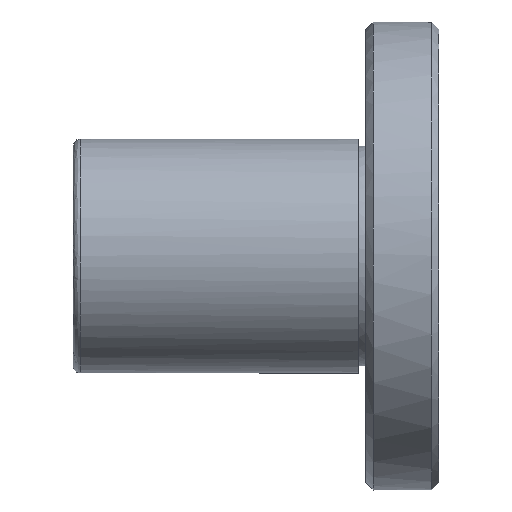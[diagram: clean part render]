
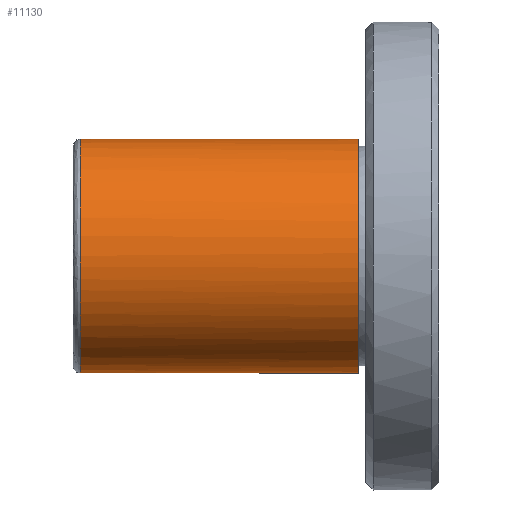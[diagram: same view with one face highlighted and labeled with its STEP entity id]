
A CAD part, top view. The second image highlights one B-rep face of the part: STEP entity #11130.
In plain terms, the highlighted free-form (B-spline) face has degree [3, 1] with [7, 2] control points.
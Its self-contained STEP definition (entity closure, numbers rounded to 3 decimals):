
#9980 = CARTESIAN_POINT ('', (-24.5, 0., 8.));
#9990 = VERTEX_POINT ('', #9980);
#10070 = CARTESIAN_POINT ('', (-24.5, 0., -8.));
#10080 = VERTEX_POINT ('', #10070);
#10090 = CARTESIAN_POINT ('', (-24.5, 0., 8.));
#10100 = CARTESIAN_POINT ('', (-24.5, 16., 8.));
#10110 = CARTESIAN_POINT ('', (-24.5, 16., -8.));
#10120 = CARTESIAN_POINT ('', (-24.5, 0., -8.));
#10130 = (
   BOUNDED_CURVE ()
   B_SPLINE_CURVE (3, (#10090, #10100, #10110, #10120), .UNSPECIFIED., .F., .U.)
   B_SPLINE_CURVE_WITH_KNOTS ((4, 4), (0., 1.), .UNSPECIFIED.)
   CURVE ()
   GEOMETRIC_REPRESENTATION_ITEM ()
   RATIONAL_B_SPLINE_CURVE ((0.957, 0.319, 0.319, 0.957))
   REPRESENTATION_ITEM ('')
);
#10140 = EDGE_CURVE ('', #9990, #10080, #10130, .T.);
#10160 = CARTESIAN_POINT ('', (-24.5, 0., -8.));
#10170 = CARTESIAN_POINT ('', (-24.5, -16., -8.));
#10180 = CARTESIAN_POINT ('', (-24.5, -16., 8.));
#10190 = CARTESIAN_POINT ('', (-24.5, 0., 8.));
#10200 = (
   BOUNDED_CURVE ()
   B_SPLINE_CURVE (3, (#10160, #10170, #10180, #10190), .UNSPECIFIED., .F., .U.)
   B_SPLINE_CURVE_WITH_KNOTS ((4, 4), (0., 1.), .UNSPECIFIED.)
   CURVE ()
   GEOMETRIC_REPRESENTATION_ITEM ()
   RATIONAL_B_SPLINE_CURVE ((0.957, 0.319, 0.319, 0.957))
   REPRESENTATION_ITEM ('')
);
#10210 = EDGE_CURVE ('', #10080, #9990, #10200, .T.);
#10580 = CARTESIAN_POINT ('', (-5.5, 8., 0.));
#10590 = VERTEX_POINT ('', #10580);
#10600 = CARTESIAN_POINT ('', (-5.5, 0., -8.));
#10610 = VERTEX_POINT ('', #10600);
#10620 = CARTESIAN_POINT ('', (-5.5, 8., 0.));
#10630 = CARTESIAN_POINT ('', (-5.5, 8., -5.333));
#10640 = CARTESIAN_POINT ('', (-5.5, 4., -8.));
#10650 = CARTESIAN_POINT ('', (-5.5, 0., -8.));
#10660 = (
   BOUNDED_CURVE ()
   B_SPLINE_CURVE (3, (#10620, #10630, #10640, #10650), .UNSPECIFIED., .F., .U.)
   B_SPLINE_CURVE_WITH_KNOTS ((4, 4), (0., 1.), .UNSPECIFIED.)
   CURVE ()
   GEOMETRIC_REPRESENTATION_ITEM ()
   RATIONAL_B_SPLINE_CURVE ((0.5, 0.5, 0.667, 1.))
   REPRESENTATION_ITEM ('')
);
#10670 = EDGE_CURVE ('', #10590, #10610, #10660, .T.);
#10680 = ORIENTED_EDGE ('', *, *, #10670, .T.);
#10690 = CARTESIAN_POINT ('', (-5.5, 0., -8.));
#10700 = CARTESIAN_POINT ('', (-24.5, 0., -8.));
#10710 = B_SPLINE_CURVE_WITH_KNOTS ('', 1, (#10690, #10700), .UNSPECIFIED., .F., .U., (2, 2), (0., 1.), .UNSPECIFIED.);
#10720 = EDGE_CURVE ('', #10610, #10080, #10710, .T.);
#10730 = ORIENTED_EDGE ('', *, *, #10720, .T.);
#10740 = ORIENTED_EDGE ('', *, *, #10140, .F.);
#10750 = ORIENTED_EDGE ('', *, *, #10210, .F.);
#10760 = ORIENTED_EDGE ('', *, *, #10720, .F.);
#10770 = CARTESIAN_POINT ('', (-5.5, -8., 0.));
#10780 = VERTEX_POINT ('', #10770);
#10790 = CARTESIAN_POINT ('', (-5.5, 0., -8.));
#10800 = CARTESIAN_POINT ('', (-5.5, -4., -8.));
#10810 = CARTESIAN_POINT ('', (-5.5, -8., -5.333));
#10820 = CARTESIAN_POINT ('', (-5.5, -8., 0.));
#10830 = (
   BOUNDED_CURVE ()
   B_SPLINE_CURVE (3, (#10790, #10800, #10810, #10820), .UNSPECIFIED., .F., .U.)
   B_SPLINE_CURVE_WITH_KNOTS ((4, 4), (0., 1.), .UNSPECIFIED.)
   CURVE ()
   GEOMETRIC_REPRESENTATION_ITEM ()
   RATIONAL_B_SPLINE_CURVE ((1., 0.667, 0.5, 0.5))
   REPRESENTATION_ITEM ('')
);
#10840 = EDGE_CURVE ('', #10610, #10780, #10830, .T.);
#10850 = ORIENTED_EDGE ('', *, *, #10840, .T.);
#10860 = CARTESIAN_POINT ('', (-5.5, -8., 0.));
#10870 = CARTESIAN_POINT ('', (-5.5, -8., 5.333));
#10880 = CARTESIAN_POINT ('', (-5.5, -4., 8.));
#10890 = CARTESIAN_POINT ('', (-5.5, 0., 8.));
#10900 = CARTESIAN_POINT ('', (-5.5, 4., 8.));
#10910 = CARTESIAN_POINT ('', (-5.5, 8., 5.333));
#10920 = CARTESIAN_POINT ('', (-5.5, 8., 0.));
#10930 = (
   BOUNDED_CURVE ()
   B_SPLINE_CURVE (3, (#10860, #10870, #10880, #10890, #10900, #10910, #10920), .UNSPECIFIED., .F., .U.)
   B_SPLINE_CURVE_WITH_KNOTS ((4, 3, 4), (0., 0.5, 1.), .UNSPECIFIED.)
   CURVE ()
   GEOMETRIC_REPRESENTATION_ITEM ()
   RATIONAL_B_SPLINE_CURVE ((0.5, 0.5, 0.667, 1., 0.667, 0.5, 0.5))
   REPRESENTATION_ITEM ('')
);
#10940 = EDGE_CURVE ('', #10780, #10590, #10930, .T.);
#10950 = ORIENTED_EDGE ('', *, *, #10940, .T.);
#10960 = EDGE_LOOP ('', (#10680, #10730, #10740, #10750, #10760, #10850, #10950));
#10970 = FACE_OUTER_BOUND ('', #10960, .T.);
#10980 = CARTESIAN_POINT ('', (-26.4, 0., -8.));
#10990 = CARTESIAN_POINT ('', (-3.6, 0., -8.));
#11000 = CARTESIAN_POINT ('', (-26.4, 16., -8.));
#11010 = CARTESIAN_POINT ('', (-3.6, 16., -8.));
#11020 = CARTESIAN_POINT ('', (-26.4, 16., 8.));
#11030 = CARTESIAN_POINT ('', (-3.6, 16., 8.));
#11040 = CARTESIAN_POINT ('', (-26.4, 0., 8.));
#11050 = CARTESIAN_POINT ('', (-3.6, 0., 8.));
#11060 = CARTESIAN_POINT ('', (-26.4, -16., 8.));
#11070 = CARTESIAN_POINT ('', (-3.6, -16., 8.));
#11080 = CARTESIAN_POINT ('', (-26.4, -16., -8.));
#11090 = CARTESIAN_POINT ('', (-3.6, -16., -8.));
#11100 = CARTESIAN_POINT ('', (-26.4, 0., -8.));
#11110 = CARTESIAN_POINT ('', (-3.6, 0., -8.));
#11120 = (
   BOUNDED_SURFACE ()
   B_SPLINE_SURFACE (3, 1, ((#10980, #10990), (#11000, #11010), (#11020, #11030), (#11040, #11050), (#11060, #11070), (#11080, #11090), (#11100, #11110)), .UNSPECIFIED., .T., .F., .U.)
   B_SPLINE_SURFACE_WITH_KNOTS ((4, 3, 4), (2, 2), (0., 0.5, 1.), (0., 1.), .UNSPECIFIED.)
   SURFACE ()
   GEOMETRIC_REPRESENTATION_ITEM ()
   RATIONAL_B_SPLINE_SURFACE (((1., 1.), (0.333, 0.333), (0.333, 0.333), (1., 1.), (0.333, 0.333), (0.333, 0.333), (1., 1.)))
   REPRESENTATION_ITEM ('')
);
#11130 = ADVANCED_FACE ('', (#10970), #11120, .T.);
